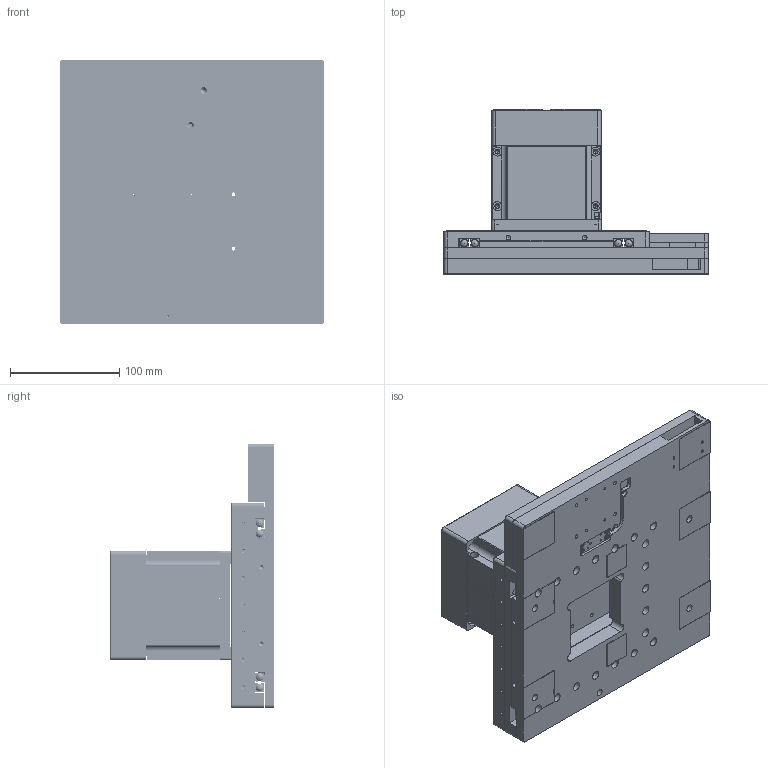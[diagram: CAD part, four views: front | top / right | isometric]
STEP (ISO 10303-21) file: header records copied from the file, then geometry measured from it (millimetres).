
FILE_DESCRIPTION (( 'STEP AP203' ), '1' );
FILE_NAME ('527102¸üÐÂ.STEP', '2025-04-16T08:13:41', ( 'Windows User' ), ( 'P R C' ), 'SwSTEP 2.0', 'SolidWorks 2020', '' );
FILE_SCHEMA (( 'CONFIG_CONTROL_DESIGN' ));
Products named in the file (1): 527102載陔
Bounding box: 242 x 151 x 242 mm (x, y, z)
Surface area: 632909.1 mm2 (no closed solid volume)
Topology: 0 solids, 25 shells, 3008 faces, 8116 edges, 5375 vertices
Faces by surface type: plane 1754, cylinder 948, cone 161, bspline 129, torus 16
Full cylindrical faces by diameter (mm): 0.505 x1, 1.25 x4, 2 x2, 2.05 x8, 2.5 x63, 2.55 x3, 3 x15, 3.1 x4, 3.3 x53, 3.4 x57, 3.5 x15, 4 x4, 4.2 x8, 4.5 x76, 5 x12, 5.4 x4, 5.5 x4, 6 x56, 6.1 x7, 6.2 x4, 6.3 x2, 6.5 x8, 6.6 x4, 6.9 x16, 7.5 x1, 8 x72, 8.2 x4, 8.25 x12, 8.254 x2, 8.949 x1
Entity records: 98592 total; most frequent: CARTESIAN_POINT 25835, ORIENTED_EDGE 14485, DIRECTION 14156, EDGE_CURVE 7286, VERTEX_POINT 5249, AXIS2_PLACEMENT_3D 4926, EDGE_LOOP 4484, VECTOR 4304
